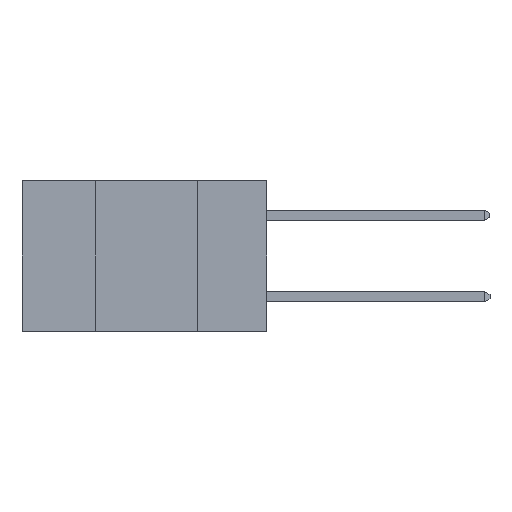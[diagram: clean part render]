
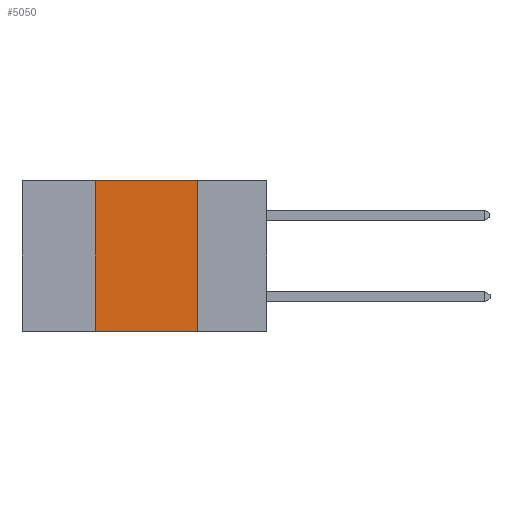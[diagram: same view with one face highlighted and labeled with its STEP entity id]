
A CAD part, left-side view. The second image highlights one B-rep face of the part: STEP entity #5050.
In plain terms, the highlighted planar face has unit normal (-1, 0, 0).
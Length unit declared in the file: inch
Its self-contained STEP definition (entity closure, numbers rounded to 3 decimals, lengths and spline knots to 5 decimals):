
#360 = LINE ( 'NONE', #8554, #5956 ) ;
#381 = DIRECTION ( 'NONE',  ( 0., -1., 0. ) ) ;
#759 = VERTEX_POINT ( 'NONE', #1095 ) ;
#963 = VERTEX_POINT ( 'NONE', #2099 ) ;
#1095 = CARTESIAN_POINT ( 'NONE',  ( 0., 0.17, -0.37 ) ) ;
#1195 = CARTESIAN_POINT ( 'NONE',  ( 0., 0.42, 0. ) ) ;
#1366 = ORIENTED_EDGE ( 'NONE', *, *, #6926, .T. ) ;
#2099 = CARTESIAN_POINT ( 'NONE',  ( 0., 0.17, 0. ) ) ;
#2174 = ORIENTED_EDGE ( 'NONE', *, *, #2392, .F. ) ;
#2198 = DIRECTION ( 'NONE',  ( 0., 0., -1. ) ) ;
#2392 = EDGE_CURVE ( 'NONE', #9386, #963, #6947, .T. ) ;
#3265 = FACE_OUTER_BOUND ( 'NONE', #6272, .T. ) ;
#3679 = VERTEX_POINT ( 'NONE', #6112 ) ;
#3923 = VECTOR ( 'NONE', #8684, 39.37008 ) ;
#3997 = DIRECTION ( 'NONE',  ( 0., 0., -1. ) ) ;
#4268 = LINE ( 'NONE', #7192, #3923 ) ;
#4768 = DIRECTION ( 'NONE',  ( 0., 0., 1. ) ) ;
#5050 = ADVANCED_FACE ( 'NONE', ( #3265 ), #7831, .F. ) ;
#5120 = AXIS2_PLACEMENT_3D ( 'NONE', #8412, #7014, #3997 ) ;
#5253 = EDGE_CURVE ( 'NONE', #963, #759, #6592, .T. ) ;
#5819 = CARTESIAN_POINT ( 'NONE',  ( 0., 0.17, 0. ) ) ;
#5956 = VECTOR ( 'NONE', #4768, 39.37008 ) ;
#6112 = CARTESIAN_POINT ( 'NONE',  ( 0., 0.42, -0.37 ) ) ;
#6272 = EDGE_LOOP ( 'NONE', ( #6600, #2174, #7332, #1366 ) ) ;
#6592 = LINE ( 'NONE', #5819, #7730 ) ;
#6600 = ORIENTED_EDGE ( 'NONE', *, *, #5253, .F. ) ;
#6926 = EDGE_CURVE ( 'NONE', #3679, #759, #4268, .T. ) ;
#6947 = LINE ( 'NONE', #8255, #9476 ) ;
#7014 = DIRECTION ( 'NONE',  ( 1., 0., 0. ) ) ;
#7192 = CARTESIAN_POINT ( 'NONE',  ( 0., 0.6, -0.37 ) ) ;
#7332 = ORIENTED_EDGE ( 'NONE', *, *, #9051, .F. ) ;
#7730 = VECTOR ( 'NONE', #2198, 39.37008 ) ;
#7831 = PLANE ( 'NONE',  #5120 ) ;
#8255 = CARTESIAN_POINT ( 'NONE',  ( 0., 0.6, 0. ) ) ;
#8412 = CARTESIAN_POINT ( 'NONE',  ( 0., 0.6, 0. ) ) ;
#8554 = CARTESIAN_POINT ( 'NONE',  ( 0., 0.42, 0. ) ) ;
#8684 = DIRECTION ( 'NONE',  ( 0., -1., 0. ) ) ;
#9051 = EDGE_CURVE ( 'NONE', #3679, #9386, #360, .T. ) ;
#9386 = VERTEX_POINT ( 'NONE', #1195 ) ;
#9476 = VECTOR ( 'NONE', #381, 39.37008 ) ;
